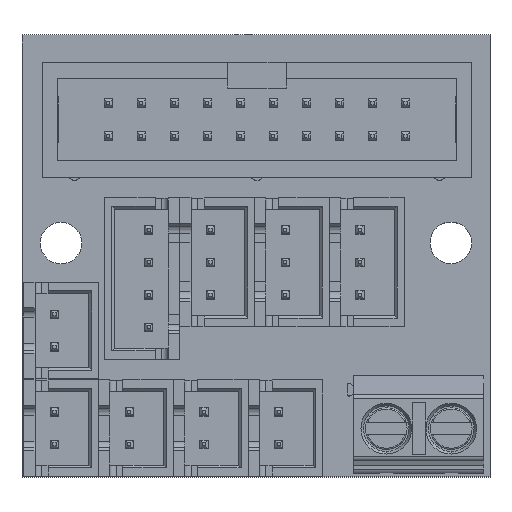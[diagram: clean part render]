
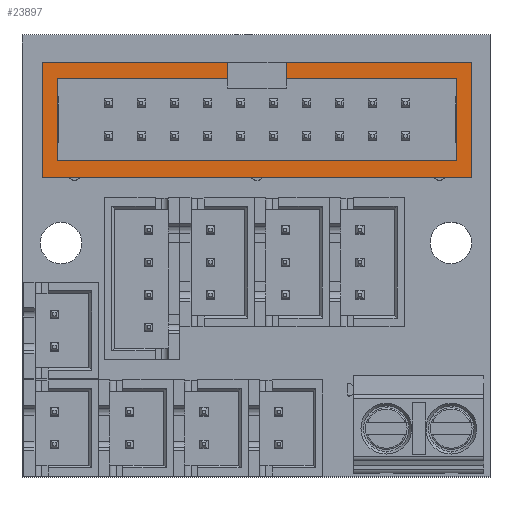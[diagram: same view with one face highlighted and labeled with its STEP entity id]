
A CAD part, top view. The second image highlights one B-rep face of the part: STEP entity #23897.
In plain terms, the highlighted planar face has unit normal (0, 0, 1).
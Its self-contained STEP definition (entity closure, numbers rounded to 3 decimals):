
#23769 = VERTEX_POINT('',#23770);
#23770 = CARTESIAN_POINT('',(-3.155,5.1,9.1));
#23785 = VERTEX_POINT('',#23786);
#23786 = CARTESIAN_POINT('',(-3.155,-27.96,9.1));
#23792 = EDGE_CURVE('',#23793,#23785,#23795,.T.);
#23793 = VERTEX_POINT('',#23794);
#23794 = CARTESIAN_POINT('',(-3.155,-13.68,9.1));
#23795 = LINE('',#23796,#23797);
#23796 = CARTESIAN_POINT('',(-3.155,5.1,9.1));
#23797 = VECTOR('',#23798,1.);
#23798 = DIRECTION('',(0.,-1.,0.));
#23817 = VERTEX_POINT('',#23818);
#23818 = CARTESIAN_POINT('',(-3.155,-9.18,9.1));
#23824 = EDGE_CURVE('',#23769,#23817,#23825,.T.);
#23825 = LINE('',#23826,#23827);
#23826 = CARTESIAN_POINT('',(-3.155,5.1,9.1));
#23827 = VECTOR('',#23828,1.);
#23828 = DIRECTION('',(0.,-1.,0.));
#23841 = VERTEX_POINT('',#23842);
#23842 = CARTESIAN_POINT('',(5.695,5.1,9.1));
#23887 = EDGE_CURVE('',#23841,#23769,#23888,.T.);
#23888 = LINE('',#23889,#23890);
#23889 = CARTESIAN_POINT('',(5.695,5.1,9.1));
#23890 = VECTOR('',#23891,1.);
#23891 = DIRECTION('',(-1.,0.,0.));
#23897 = ADVANCED_FACE('',(#23898),#23971,.T.);
#23898 = FACE_BOUND('',#23899,.T.);
#23899 = EDGE_LOOP('',(#23900,#23901,#23909,#23915,#23916,#23917,#23925,
    #23933,#23941,#23949,#23957,#23965));
#23900 = ORIENTED_EDGE('',*,*,#23792,.T.);
#23901 = ORIENTED_EDGE('',*,*,#23902,.T.);
#23902 = EDGE_CURVE('',#23785,#23903,#23905,.T.);
#23903 = VERTEX_POINT('',#23904);
#23904 = CARTESIAN_POINT('',(5.695,-27.96,9.1));
#23905 = LINE('',#23906,#23907);
#23906 = CARTESIAN_POINT('',(-3.155,-27.96,9.1));
#23907 = VECTOR('',#23908,1.);
#23908 = DIRECTION('',(1.,0.,0.));
#23909 = ORIENTED_EDGE('',*,*,#23910,.T.);
#23910 = EDGE_CURVE('',#23903,#23841,#23911,.T.);
#23911 = LINE('',#23912,#23913);
#23912 = CARTESIAN_POINT('',(5.695,-27.96,9.1));
#23913 = VECTOR('',#23914,1.);
#23914 = DIRECTION('',(0.,1.,0.));
#23915 = ORIENTED_EDGE('',*,*,#23887,.T.);
#23916 = ORIENTED_EDGE('',*,*,#23824,.T.);
#23917 = ORIENTED_EDGE('',*,*,#23918,.F.);
#23918 = EDGE_CURVE('',#23919,#23817,#23921,.T.);
#23919 = VERTEX_POINT('',#23920);
#23920 = CARTESIAN_POINT('',(-1.905,-9.18,9.1));
#23921 = LINE('',#23922,#23923);
#23922 = CARTESIAN_POINT('',(-1.155,-9.18,9.1));
#23923 = VECTOR('',#23924,1.);
#23924 = DIRECTION('',(-1.,0.,0.));
#23925 = ORIENTED_EDGE('',*,*,#23926,.F.);
#23926 = EDGE_CURVE('',#23927,#23919,#23929,.T.);
#23927 = VERTEX_POINT('',#23928);
#23928 = CARTESIAN_POINT('',(-1.905,3.94,9.1));
#23929 = LINE('',#23930,#23931);
#23930 = CARTESIAN_POINT('',(-1.905,3.94,9.1));
#23931 = VECTOR('',#23932,1.);
#23932 = DIRECTION('',(0.,-1.,0.));
#23933 = ORIENTED_EDGE('',*,*,#23934,.F.);
#23934 = EDGE_CURVE('',#23935,#23927,#23937,.T.);
#23935 = VERTEX_POINT('',#23936);
#23936 = CARTESIAN_POINT('',(4.445,3.94,9.1));
#23937 = LINE('',#23938,#23939);
#23938 = CARTESIAN_POINT('',(4.445,3.94,9.1));
#23939 = VECTOR('',#23940,1.);
#23940 = DIRECTION('',(-1.,0.,0.));
#23941 = ORIENTED_EDGE('',*,*,#23942,.F.);
#23942 = EDGE_CURVE('',#23943,#23935,#23945,.T.);
#23943 = VERTEX_POINT('',#23944);
#23944 = CARTESIAN_POINT('',(4.445,-26.8,9.1));
#23945 = LINE('',#23946,#23947);
#23946 = CARTESIAN_POINT('',(4.445,-26.8,9.1));
#23947 = VECTOR('',#23948,1.);
#23948 = DIRECTION('',(0.,1.,0.));
#23949 = ORIENTED_EDGE('',*,*,#23950,.F.);
#23950 = EDGE_CURVE('',#23951,#23943,#23953,.T.);
#23951 = VERTEX_POINT('',#23952);
#23952 = CARTESIAN_POINT('',(-1.905,-26.8,9.1));
#23953 = LINE('',#23954,#23955);
#23954 = CARTESIAN_POINT('',(-1.905,-26.8,9.1));
#23955 = VECTOR('',#23956,1.);
#23956 = DIRECTION('',(1.,0.,0.));
#23957 = ORIENTED_EDGE('',*,*,#23958,.F.);
#23958 = EDGE_CURVE('',#23959,#23951,#23961,.T.);
#23959 = VERTEX_POINT('',#23960);
#23960 = CARTESIAN_POINT('',(-1.905,-13.68,9.1));
#23961 = LINE('',#23962,#23963);
#23962 = CARTESIAN_POINT('',(-1.905,3.94,9.1));
#23963 = VECTOR('',#23964,1.);
#23964 = DIRECTION('',(0.,-1.,0.));
#23965 = ORIENTED_EDGE('',*,*,#23966,.F.);
#23966 = EDGE_CURVE('',#23793,#23959,#23967,.T.);
#23967 = LINE('',#23968,#23969);
#23968 = CARTESIAN_POINT('',(-5.155,-13.68,9.1));
#23969 = VECTOR('',#23970,1.);
#23970 = DIRECTION('',(1.,0.,0.));
#23971 = PLANE('',#23972);
#23972 = AXIS2_PLACEMENT_3D('',#23973,#23974,#23975);
#23973 = CARTESIAN_POINT('',(1.27,-11.43,9.1));
#23974 = DIRECTION('',(0.,0.,1.));
#23975 = DIRECTION('',(1.,0.,0.));
